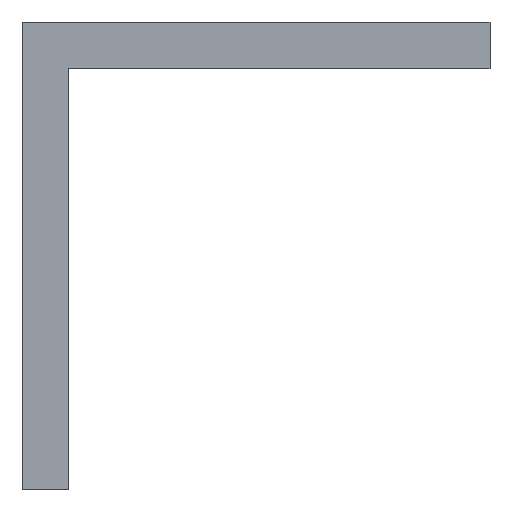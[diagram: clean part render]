
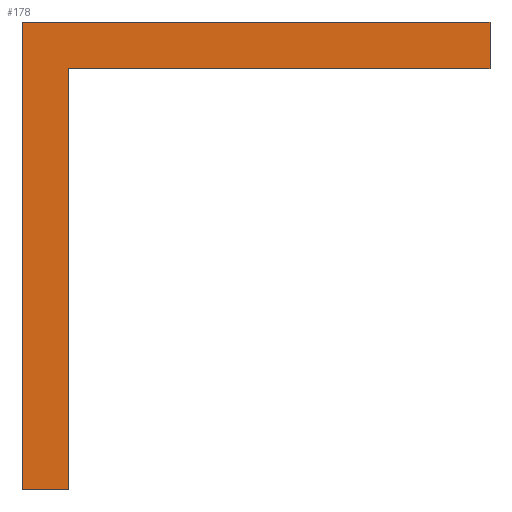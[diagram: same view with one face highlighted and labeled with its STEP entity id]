
A CAD part, front view. The second image highlights one B-rep face of the part: STEP entity #178.
In plain terms, the highlighted planar face has unit normal (0, -1, 0).
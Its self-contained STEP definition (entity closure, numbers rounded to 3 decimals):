
#1 = LINE ( 'NONE', #32, #115 ) ;
#5 = VERTEX_POINT ( 'NONE', #223 ) ;
#7 = EDGE_CURVE ( 'NONE', #5, #195, #82, .T. ) ;
#12 = DIRECTION ( 'NONE',  ( 0., 0., 1. ) ) ;
#17 = VERTEX_POINT ( 'NONE', #119 ) ;
#29 = VECTOR ( 'NONE', #220, 1000. ) ;
#32 = CARTESIAN_POINT ( 'NONE',  ( -3.227, -115.795, 0. ) ) ;
#39 = ORIENTED_EDGE ( 'NONE', *, *, #157, .T. ) ;
#40 = PLANE ( 'NONE',  #193 ) ;
#41 = EDGE_CURVE ( 'NONE', #47, #232, #207, .T. ) ;
#47 = VERTEX_POINT ( 'NONE', #268 ) ;
#48 = VECTOR ( 'NONE', #117, 1000. ) ;
#51 = LINE ( 'NONE', #225, #231 ) ;
#52 = DIRECTION ( 'NONE',  ( 1., 0., 0. ) ) ;
#54 = DIRECTION ( 'NONE',  ( 1., 0., 0. ) ) ;
#55 = EDGE_CURVE ( 'NONE', #17, #195, #1, .T. ) ;
#61 = CARTESIAN_POINT ( 'NONE',  ( -3.227, -115.795, -20. ) ) ;
#67 = VECTOR ( 'NONE', #52, 1000. ) ;
#74 = CARTESIAN_POINT ( 'NONE',  ( 16.773, -115.795, -20. ) ) ;
#81 = CARTESIAN_POINT ( 'NONE',  ( -3.227, -115.795, -20. ) ) ;
#82 = LINE ( 'NONE', #74, #48 ) ;
#84 = DIRECTION ( 'NONE',  ( 0., -1., 0. ) ) ;
#93 = DIRECTION ( 'NONE',  ( 1., 0., 0. ) ) ;
#107 = CARTESIAN_POINT ( 'NONE',  ( 16.773, -115.795, 0. ) ) ;
#109 = LINE ( 'NONE', #163, #67 ) ;
#110 = VERTEX_POINT ( 'NONE', #248 ) ;
#115 = VECTOR ( 'NONE', #93, 1000. ) ;
#117 = DIRECTION ( 'NONE',  ( 0., 0., 1. ) ) ;
#119 = CARTESIAN_POINT ( 'NONE',  ( -3.227, -115.795, 0. ) ) ;
#130 = EDGE_CURVE ( 'NONE', #110, #47, #109, .T. ) ;
#157 = EDGE_CURVE ( 'NONE', #232, #5, #51, .T. ) ;
#162 = FACE_OUTER_BOUND ( 'NONE', #259, .T. ) ;
#163 = CARTESIAN_POINT ( 'NONE',  ( -3.227, -115.795, -20. ) ) ;
#171 = ORIENTED_EDGE ( 'NONE', *, *, #41, .T. ) ;
#178 = ADVANCED_FACE ( 'NONE', ( #162 ), #40, .T. ) ;
#186 = CARTESIAN_POINT ( 'NONE',  ( -1.227, -115.795, -2. ) ) ;
#190 = VECTOR ( 'NONE', #12, 1000. ) ;
#193 = AXIS2_PLACEMENT_3D ( 'NONE', #81, #84, #257 ) ;
#195 = VERTEX_POINT ( 'NONE', #107 ) ;
#201 = ORIENTED_EDGE ( 'NONE', *, *, #130, .T. ) ;
#207 = LINE ( 'NONE', #221, #29 ) ;
#208 = ORIENTED_EDGE ( 'NONE', *, *, #261, .F. ) ;
#219 = ORIENTED_EDGE ( 'NONE', *, *, #55, .F. ) ;
#220 = DIRECTION ( 'NONE',  ( 0., 0., 1. ) ) ;
#221 = CARTESIAN_POINT ( 'NONE',  ( -1.227, -115.795, 0. ) ) ;
#223 = CARTESIAN_POINT ( 'NONE',  ( 16.773, -115.795, -2. ) ) ;
#225 = CARTESIAN_POINT ( 'NONE',  ( 0., -115.795, -2. ) ) ;
#227 = ORIENTED_EDGE ( 'NONE', *, *, #7, .T. ) ;
#231 = VECTOR ( 'NONE', #54, 1000. ) ;
#232 = VERTEX_POINT ( 'NONE', #186 ) ;
#248 = CARTESIAN_POINT ( 'NONE',  ( -3.227, -115.795, -20. ) ) ;
#251 = LINE ( 'NONE', #61, #190 ) ;
#257 = DIRECTION ( 'NONE',  ( 0., 0., -1. ) ) ;
#259 = EDGE_LOOP ( 'NONE', ( #171, #39, #227, #219, #208, #201 ) ) ;
#261 = EDGE_CURVE ( 'NONE', #110, #17, #251, .T. ) ;
#268 = CARTESIAN_POINT ( 'NONE',  ( -1.227, -115.795, -20. ) ) ;
